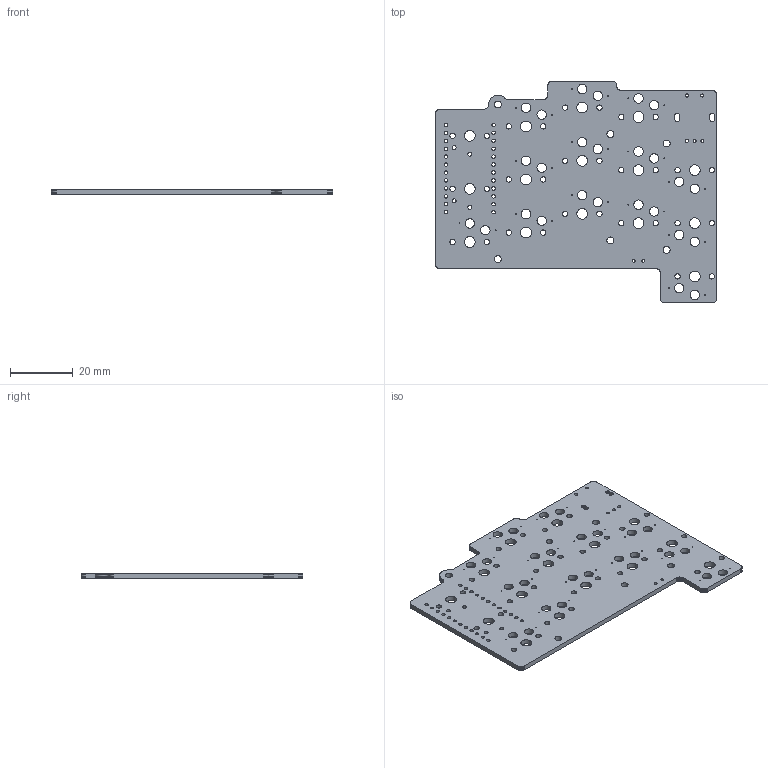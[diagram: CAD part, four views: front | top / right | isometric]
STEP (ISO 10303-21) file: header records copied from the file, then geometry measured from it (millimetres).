
FILE_DESCRIPTION(('KiCad electronic assembly'),'2;1');
FILE_NAME('right.step','2023-02-20T17:01:32',('Pcbnew'),('Kicad'), 'Open CASCADE STEP processor 7.6','KiCad to STEP converter','Unknown' );
FILE_SCHEMA(('AUTOMOTIVE_DESIGN { 1 0 10303 214 1 1 1 1 }'));
Length unit declared in the file: millimetre
Products named in the file (2): right 1; PCB
Assembly tree (1 placements, depth 2):
  right 1
    PCB
Bounding box: 90 x 71 x 1.6 mm (x, y, z)
Volume: 7653.7 mm3; surface area: 11299.7 mm2
Topology: 1 solids, 1 shells, 347 faces, 1035 edges, 690 vertices
Faces by surface type: plane 209, cylinder 138
Full cylindrical faces by diameter (mm): 0.3 x26, 0.9 x2, 1 x5, 1.092 x24, 1.27 x4, 1.702 x30, 2.2 x6, 3 x26, 3.429 x15
Entity records: 26575 total; most frequent: CARTESIAN_POINT 5800, DIRECTION 3803, LINE 2553, VECTOR 2553, ORIENTED_EDGE 2070, PCURVE 2070, DEFINITIONAL_REPRESENTATION 2070, EDGE_CURVE 1035
